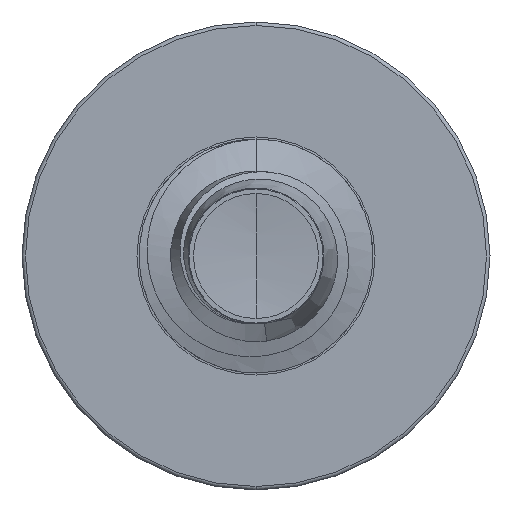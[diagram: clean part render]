
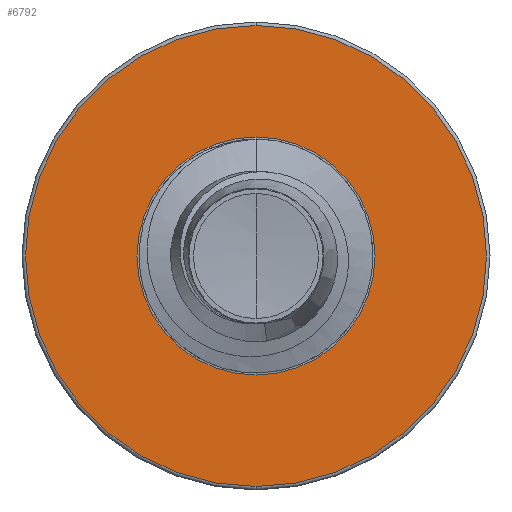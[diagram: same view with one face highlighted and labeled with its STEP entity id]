
A CAD part, front view. The second image highlights one B-rep face of the part: STEP entity #6792.
In plain terms, the highlighted planar face has unit normal (0, -1, 0).
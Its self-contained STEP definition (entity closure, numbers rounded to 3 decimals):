
#179 = DIRECTION ( 'NONE',  ( 0., 0., 1. ) ) ;
#293 = EDGE_CURVE ( 'NONE', #6529, #4357, #1672, .T. ) ;
#308 = EDGE_CURVE ( 'NONE', #6144, #6309, #1620, .T. ) ;
#1224 = CIRCLE ( 'NONE', #1847, 0.916 ) ;
#1404 = EDGE_CURVE ( 'NONE', #4357, #6529, #1224, .T. ) ;
#1598 = AXIS2_PLACEMENT_3D ( 'NONE', #5085, #6138, #179 ) ;
#1620 = CIRCLE ( 'NONE', #2468, 1.773 ) ;
#1637 = CARTESIAN_POINT ( 'NONE',  ( 0., 2., 0.916 ) ) ;
#1672 = CIRCLE ( 'NONE', #1598, 0.916 ) ;
#1847 = AXIS2_PLACEMENT_3D ( 'NONE', #6308, #6572, #7132 ) ;
#2167 = FACE_BOUND ( 'NONE', #6035, .T. ) ;
#2215 = ORIENTED_EDGE ( 'NONE', *, *, #308, .F. ) ;
#2468 = AXIS2_PLACEMENT_3D ( 'NONE', #2560, #2552, #2584 ) ;
#2552 = DIRECTION ( 'NONE',  ( 0., 1., 0. ) ) ;
#2560 = CARTESIAN_POINT ( 'NONE',  ( 0., 2., 0. ) ) ;
#2584 = DIRECTION ( 'NONE',  ( 0., 0., 1. ) ) ;
#2991 = ORIENTED_EDGE ( 'NONE', *, *, #293, .T. ) ;
#4214 = AXIS2_PLACEMENT_3D ( 'NONE', #6993, #6988, #6985 ) ;
#4357 = VERTEX_POINT ( 'NONE', #1637 ) ;
#5085 = CARTESIAN_POINT ( 'NONE',  ( 0., 2., 0. ) ) ;
#5836 = CIRCLE ( 'NONE', #4214, 1.773 ) ;
#5906 = ORIENTED_EDGE ( 'NONE', *, *, #6504, .F. ) ;
#5980 = ORIENTED_EDGE ( 'NONE', *, *, #1404, .T. ) ;
#6035 = EDGE_LOOP ( 'NONE', ( #5980, #2991 ) ) ;
#6138 = DIRECTION ( 'NONE',  ( 0., 1., 0. ) ) ;
#6144 = VERTEX_POINT ( 'NONE', #7301 ) ;
#6155 = AXIS2_PLACEMENT_3D ( 'NONE', #6850, #6838, #6836 ) ;
#6308 = CARTESIAN_POINT ( 'NONE',  ( 0., 2., 0. ) ) ;
#6309 = VERTEX_POINT ( 'NONE', #7277 ) ;
#6504 = EDGE_CURVE ( 'NONE', #6309, #6144, #5836, .T. ) ;
#6529 = VERTEX_POINT ( 'NONE', #7004 ) ;
#6572 = DIRECTION ( 'NONE',  ( 0., 1., 0. ) ) ;
#6728 = FACE_OUTER_BOUND ( 'NONE', #7024, .T. ) ;
#6792 = ADVANCED_FACE ( 'NONE', ( #6728, #2167 ), #6977, .F. ) ;
#6836 = DIRECTION ( 'NONE',  ( 0., 0., 1. ) ) ;
#6838 = DIRECTION ( 'NONE',  ( 0., 1., 0. ) ) ;
#6850 = CARTESIAN_POINT ( 'NONE',  ( 0., 2., -0.916 ) ) ;
#6977 = PLANE ( 'NONE',  #6155 ) ;
#6985 = DIRECTION ( 'NONE',  ( 0., 0., 1. ) ) ;
#6988 = DIRECTION ( 'NONE',  ( 0., 1., 0. ) ) ;
#6993 = CARTESIAN_POINT ( 'NONE',  ( 0., 2., 0. ) ) ;
#7004 = CARTESIAN_POINT ( 'NONE',  ( 0., 2., -0.916 ) ) ;
#7024 = EDGE_LOOP ( 'NONE', ( #2215, #5906 ) ) ;
#7132 = DIRECTION ( 'NONE',  ( 0., 0., 1. ) ) ;
#7277 = CARTESIAN_POINT ( 'NONE',  ( 0., 2., -1.773 ) ) ;
#7301 = CARTESIAN_POINT ( 'NONE',  ( 0., 2., 1.773 ) ) ;
